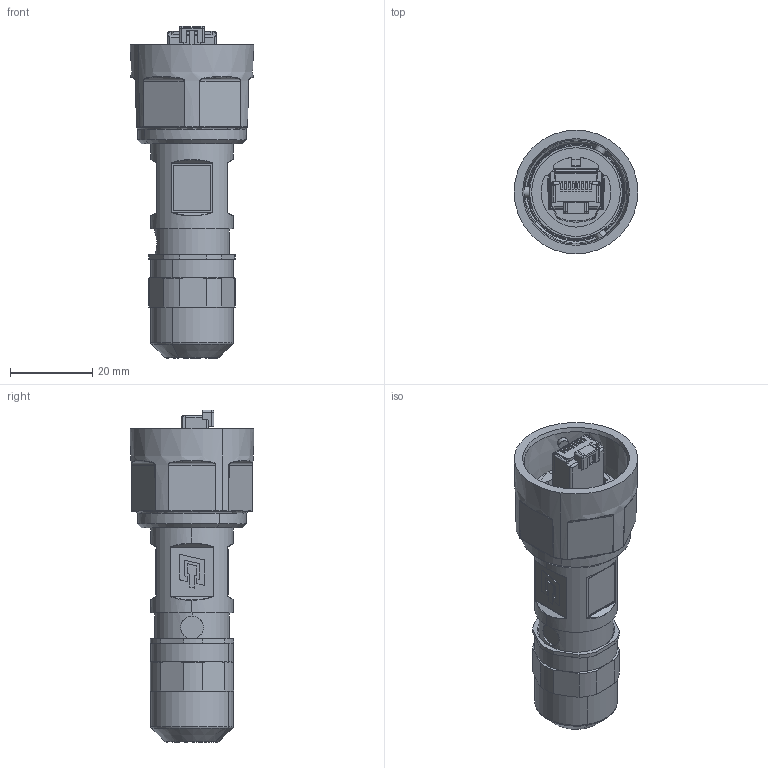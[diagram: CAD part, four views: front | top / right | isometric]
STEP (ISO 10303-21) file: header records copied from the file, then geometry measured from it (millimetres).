
FILE_DESCRIPTION (( 'STEP AP214' ), '1' );
FILE_NAME ('J80026A0007H50.STEP', '2009-10-06T11:49:07', ( 'ich' ), ( 'pp' ), 'SwSTEP 2.0', 'SolidWorks 2009', '' );
FILE_SCHEMA (( 'AUTOMOTIVE_DESIGN' ));
Length unit declared in the file: millimetre
Products named in the file (3): J80026A0004H50; H06010A0002H50; J80026A0007H50
Assembly tree (2 placements, depth 2):
  J80026A0007H50
    J80026A0004H50
    H06010A0002H50
Bounding box: 30 x 30 x 80.52 mm (x, y, z)
Volume: 18842.5 mm3; surface area: 18384 mm2
Topology: 6 solids, 14 shells, 1465 faces, 4048 edges, 2600 vertices
Faces by surface type: plane 877, cylinder 285, bspline 176, cone 70, torus 29, sphere 28
Entity records: 82227 total; most frequent: CARTESIAN_POINT 31296, ORIENTED_EDGE 8050, DIRECTION 6388, EDGE_CURVE 4025, VECTOR 2664, LINE 2664, VERTEX_POINT 2597, AXIS2_PLACEMENT_3D 1862
